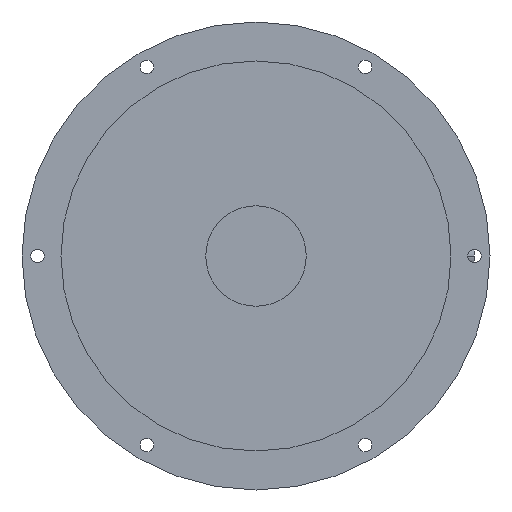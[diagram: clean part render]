
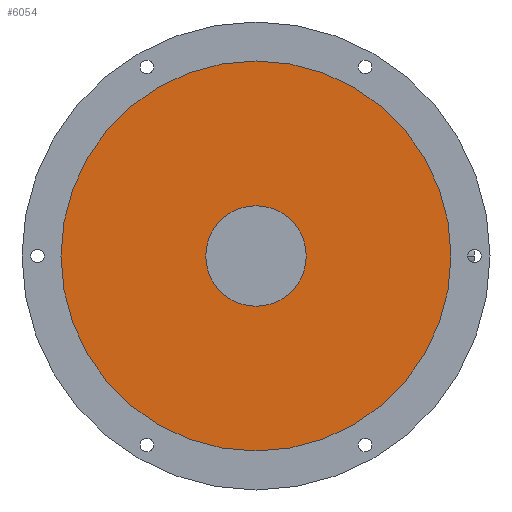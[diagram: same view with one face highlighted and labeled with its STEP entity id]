
A CAD part, left-side view. The second image highlights one B-rep face of the part: STEP entity #6054.
In plain terms, the highlighted face is planar.
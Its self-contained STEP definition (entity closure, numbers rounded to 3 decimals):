
#5492=CARTESIAN_POINT('',(120.0,176.1,0.0));
#5493=VERTEX_POINT('',#5492);
#5502=CARTESIAN_POINT('',(120.0,143.9,0.));
#5503=VERTEX_POINT('',#5502);
#5504=CARTESIAN_POINT('',(120.0,160.0,0.0));
#5505=DIRECTION('',(1.0,0.0,0.0));
#5506=DIRECTION('',(0.0,1.0,0.0));
#5507=AXIS2_PLACEMENT_3D('',#5504,#5505,#5506);
#5508=CIRCLE('',#5507,16.1);
#5509=EDGE_CURVE('',#5493,#5503,#5508,.T.);
#5534=CARTESIAN_POINT('',(120.0,222.5,0.0));
#5535=VERTEX_POINT('',#5534);
#5544=CARTESIAN_POINT('',(120.0,97.5,0.));
#5545=VERTEX_POINT('',#5544);
#5546=CARTESIAN_POINT('',(120.0,160.0,0.0));
#5547=DIRECTION('',(1.0,0.0,0.0));
#5548=DIRECTION('',(0.0,1.0,0.0));
#5549=AXIS2_PLACEMENT_3D('',#5546,#5547,#5548);
#5550=CIRCLE('',#5549,62.5);
#5551=EDGE_CURVE('',#5545,#5535,#5550,.T.);
#6025=CARTESIAN_POINT('',(120.0,160.0,0.0));
#6026=DIRECTION('',(1.0,0.0,0.0));
#6027=DIRECTION('',(0.0,1.0,0.0));
#6028=AXIS2_PLACEMENT_3D('',#6025,#6026,#6027);
#6029=CIRCLE('',#6028,62.5);
#6030=EDGE_CURVE('',#5535,#5545,#6029,.T.);
#6035=CARTESIAN_POINT('',(120.0,199.3,0.0));
#6036=DIRECTION('',(1.0,0.0,0.0));
#6037=DIRECTION('',(0.0,0.0,-1.0));
#6038=AXIS2_PLACEMENT_3D('',#6035,#6036,#6037);
#6039=PLANE('',#6038);
#6040=ORIENTED_EDGE('',*,*,#6030,.T.);
#6041=ORIENTED_EDGE('',*,*,#5551,.T.);
#6042=EDGE_LOOP('',(#6040,#6041));
#6043=FACE_OUTER_BOUND('',#6042,.T.);
#6044=ORIENTED_EDGE('',*,*,#5509,.F.);
#6045=CARTESIAN_POINT('',(120.0,160.0,0.0));
#6046=DIRECTION('',(1.0,0.0,0.0));
#6047=DIRECTION('',(0.0,1.0,0.0));
#6048=AXIS2_PLACEMENT_3D('',#6045,#6046,#6047);
#6049=CIRCLE('',#6048,16.1);
#6050=EDGE_CURVE('',#5503,#5493,#6049,.T.);
#6051=ORIENTED_EDGE('',*,*,#6050,.F.);
#6052=EDGE_LOOP('',(#6044,#6051));
#6053=FACE_BOUND('',#6052,.T.);
#6054=ADVANCED_FACE('',(#6043,#6053),#6039,.T.);
